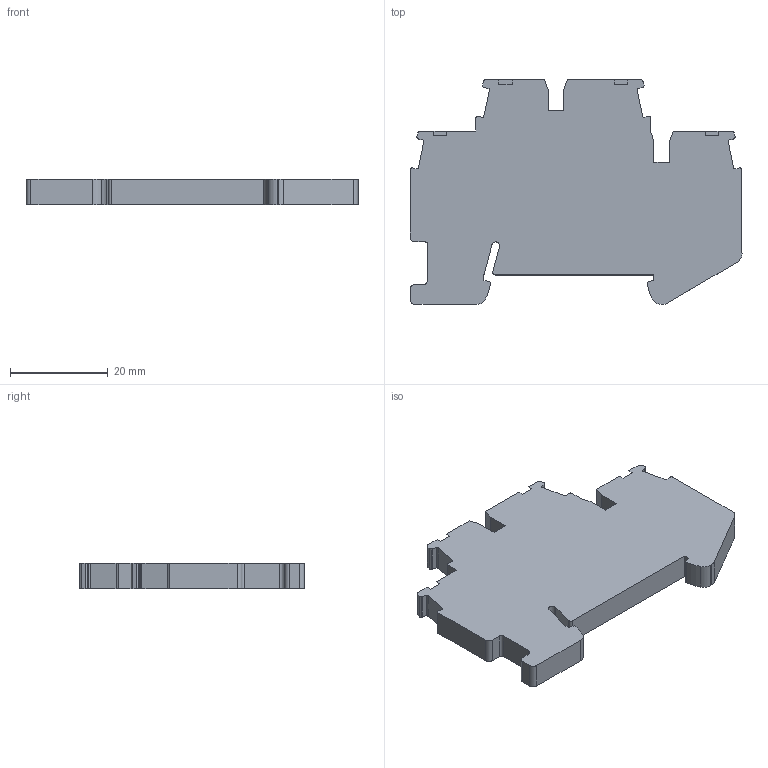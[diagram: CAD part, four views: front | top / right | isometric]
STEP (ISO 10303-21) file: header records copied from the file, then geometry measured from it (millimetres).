
FILE_DESCRIPTION((''),'2;1');
FILE_NAME('DSTTB2_5V','2018-10-10T',('Administrator'),(''),'PRO/ENGINEER BY PARAMETRIC TECHNOLOGY CORPORATION, 2008380','PRO/ENGINEER BY PARAMETRIC TECHNOLOGY CORPORATION, 2008380','');
FILE_SCHEMA(('CONFIG_CONTROL_DESIGN'));
Length unit declared in the file: millimetre
Products named in the file (1): DSTTB2_5V
Bounding box: 67.8 x 45.9 x 5.15 mm (x, y, z)
Volume: 11932 mm3; surface area: 6279.3 mm2
Topology: 1 solids, 1 shells, 169 faces, 479 edges, 316 vertices
Faces by surface type: plane 119, cylinder 50
Entity records: 5501 total; most frequent: CARTESIAN_POINT 972, ORIENTED_EDGE 958, DIRECTION 921, EDGE_CURVE 479, VECTOR 371, LINE 371, VERTEX_POINT 316, AXIS2_PLACEMENT_3D 275
